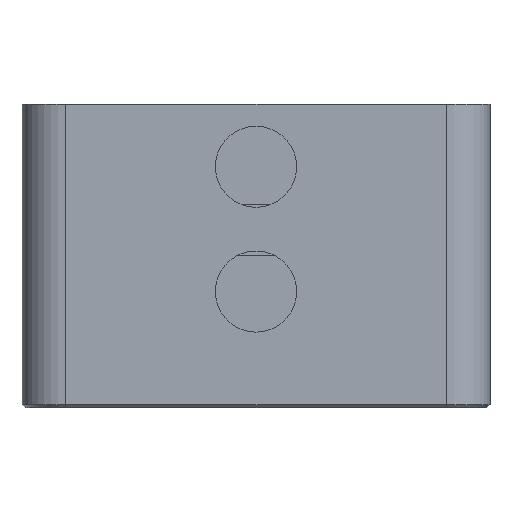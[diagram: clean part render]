
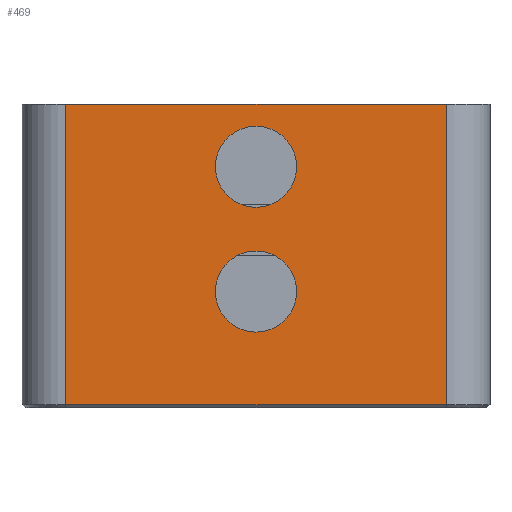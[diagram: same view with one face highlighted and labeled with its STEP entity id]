
A CAD part, left-side view. The second image highlights one B-rep face of the part: STEP entity #469.
In plain terms, the highlighted planar face has unit normal (-1, 0, 0).
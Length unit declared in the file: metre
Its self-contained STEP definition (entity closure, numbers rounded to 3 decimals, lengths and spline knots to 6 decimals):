
#469 = ADVANCED_FACE( '', ( #979, #980, #981 ), #982, .T. );
#979 = FACE_BOUND( '', #1501, .T. );
#980 = FACE_BOUND( '', #1502, .T. );
#981 = FACE_OUTER_BOUND( '', #1503, .T. );
#982 = PLANE( '', #1504 );
#1501 = EDGE_LOOP( '', ( #2838 ) );
#1502 = EDGE_LOOP( '', ( #2839 ) );
#1503 = EDGE_LOOP( '', ( #2840, #2841, #2842, #2843 ) );
#1504 = AXIS2_PLACEMENT_3D( '', #2844, #2845, #2846 );
#2838 = ORIENTED_EDGE( '', *, *, #3159, .F. );
#2839 = ORIENTED_EDGE( '', *, *, #3156, .F. );
#2840 = ORIENTED_EDGE( '', *, *, #3357, .T. );
#2841 = ORIENTED_EDGE( '', *, *, #3032, .T. );
#2842 = ORIENTED_EDGE( '', *, *, #3258, .T. );
#2843 = ORIENTED_EDGE( '', *, *, #3453, .F. );
#2844 = CARTESIAN_POINT( '', ( -0.06, 0., -0.005 ) );
#2845 = DIRECTION( '', ( -1., 0., 0. ) );
#2846 = DIRECTION( '', ( 0., -1., 0. ) );
#3032 = EDGE_CURVE( '', #3616, #3614, #3617, .T. );
#3156 = EDGE_CURVE( '', #3821, #3821, #3822, .T. );
#3159 = EDGE_CURVE( '', #3826, #3826, #3827, .T. );
#3258 = EDGE_CURVE( '', #3614, #3982, #3983, .T. );
#3357 = EDGE_CURVE( '', #4128, #3616, #4129, .F. );
#3453 = EDGE_CURVE( '', #4128, #3982, #4255, .T. );
#3614 = VERTEX_POINT( '', #4457 );
#3616 = VERTEX_POINT( '', #4460 );
#3617 = LINE( '', #4461, #4462 );
#3821 = VERTEX_POINT( '', #4754 );
#3822 = CIRCLE( '', #4755, 0.0065 );
#3826 = VERTEX_POINT( '', #4759 );
#3827 = CIRCLE( '', #4760, 0.0065 );
#3982 = VERTEX_POINT( '', #4983 );
#3983 = LINE( '', #4984, #4985 );
#4128 = VERTEX_POINT( '', #5191 );
#4129 = LINE( '', #5192, #5193 );
#4255 = LINE( '', #5365, #5366 );
#4457 = CARTESIAN_POINT( '', ( -0.06, -0.0305, -0.0045 ) );
#4460 = CARTESIAN_POINT( '', ( -0.06, 0.0305, -0.0045 ) );
#4461 = CARTESIAN_POINT( '', ( -0.06, -0.0305, -0.0045 ) );
#4462 = VECTOR( '', #5545, 1. );
#4754 = CARTESIAN_POINT( '', ( -0.06, -0.0065, 0.0136 ) );
#4755 = AXIS2_PLACEMENT_3D( '', #5680, #5681, #5682 );
#4759 = CARTESIAN_POINT( '', ( -0.06, -0.0065, 0.0336 ) );
#4760 = AXIS2_PLACEMENT_3D( '', #5686, #5687, #5688 );
#4983 = CARTESIAN_POINT( '', ( -0.06, -0.0305, 0.0436 ) );
#4984 = CARTESIAN_POINT( '', ( -0.06, -0.0305, -0.005 ) );
#4985 = VECTOR( '', #5789, 1. );
#5191 = CARTESIAN_POINT( '', ( -0.06, 0.0305, 0.0436 ) );
#5192 = CARTESIAN_POINT( '', ( -0.06, 0.0305, -0.005 ) );
#5193 = VECTOR( '', #5920, 1. );
#5365 = CARTESIAN_POINT( '', ( -0.06, 0., 0.0436 ) );
#5366 = VECTOR( '', #6048, 1. );
#5545 = DIRECTION( '', ( 0., -1., 0. ) );
#5680 = CARTESIAN_POINT( '', ( -0.06, 0., 0.0136 ) );
#5681 = DIRECTION( '', ( -1., 0., 0. ) );
#5682 = DIRECTION( '', ( 0., -1., 0. ) );
#5686 = CARTESIAN_POINT( '', ( -0.06, 0., 0.0336 ) );
#5687 = DIRECTION( '', ( -1., 0., 0. ) );
#5688 = DIRECTION( '', ( 0., -1., 0. ) );
#5789 = DIRECTION( '', ( 0., 0., 1. ) );
#5920 = DIRECTION( '', ( 0., 0., 1. ) );
#6048 = DIRECTION( '', ( 0., -1., 0. ) );
